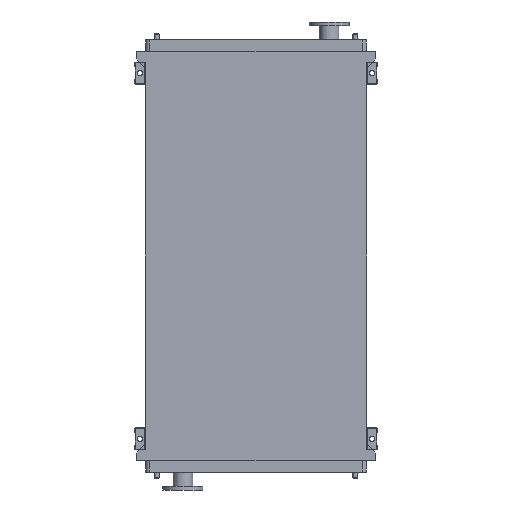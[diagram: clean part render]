
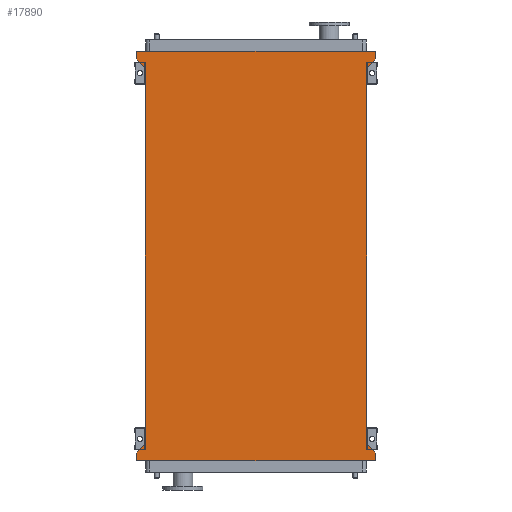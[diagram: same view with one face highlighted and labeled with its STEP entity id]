
A CAD part, front view. The second image highlights one B-rep face of the part: STEP entity #17890.
In plain terms, the highlighted planar face has unit normal (0, -1, 0).
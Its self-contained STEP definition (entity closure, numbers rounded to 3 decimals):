
#27 = EDGE_CURVE ( 'NONE', #254, #14029, #7215, .T. ) ;
#254 = VERTEX_POINT ( 'NONE', #18504 ) ;
#408 = CARTESIAN_POINT ( 'NONE',  ( -651., 0., 53. ) ) ;
#449 = VECTOR ( 'NONE', #13724, 1000. ) ;
#659 = DIRECTION ( 'NONE',  ( -1., 0., 0. ) ) ;
#775 = DIRECTION ( 'NONE',  ( 0., 0., 1. ) ) ;
#954 = VERTEX_POINT ( 'NONE', #10619 ) ;
#1050 = VECTOR ( 'NONE', #15380, 1000. ) ;
#1092 = EDGE_CURVE ( 'NONE', #11156, #7321, #5823, .T. ) ;
#1122 = EDGE_CURVE ( 'NONE', #11156, #12191, #9204, .T. ) ;
#1484 = CARTESIAN_POINT ( 'NONE',  ( -605., 0., 0. ) ) ;
#1528 = CARTESIAN_POINT ( 'NONE',  ( 605., 0., 0. ) ) ;
#1883 = VECTOR ( 'NONE', #2827, 1000. ) ;
#1953 = ORIENTED_EDGE ( 'NONE', *, *, #27, .F. ) ;
#2237 = DIRECTION ( 'NONE',  ( 0.655, 0., -0.755 ) ) ;
#2827 = DIRECTION ( 'NONE',  ( -0.655, 0., -0.755 ) ) ;
#2979 = CARTESIAN_POINT ( 'NONE',  ( 651., 0., -2103. ) ) ;
#3137 = VECTOR ( 'NONE', #11998, 1000. ) ;
#3170 = DIRECTION ( 'NONE',  ( -0.655, 0., 0.755 ) ) ;
#3586 = CARTESIAN_POINT ( 'NONE',  ( -651., 0., -2103. ) ) ;
#3702 = CARTESIAN_POINT ( 'NONE',  ( -651., 0., 95. ) ) ;
#3767 = CARTESIAN_POINT ( 'NONE',  ( -651., 0., 53. ) ) ;
#3833 = VECTOR ( 'NONE', #18443, 1000. ) ;
#4100 = ORIENTED_EDGE ( 'NONE', *, *, #1092, .F. ) ;
#4483 = EDGE_CURVE ( 'NONE', #15159, #16733, #12449, .T. ) ;
#4845 = CARTESIAN_POINT ( 'NONE',  ( -605., 0., -2050. ) ) ;
#5235 = ORIENTED_EDGE ( 'NONE', *, *, #6150, .F. ) ;
#5250 = ORIENTED_EDGE ( 'NONE', *, *, #9870, .F. ) ;
#5443 = CARTESIAN_POINT ( 'NONE',  ( -651., 0., -2145. ) ) ;
#5751 = EDGE_CURVE ( 'NONE', #7321, #254, #15416, .T. ) ;
#5823 = LINE ( 'NONE', #13843, #16936 ) ;
#6150 = EDGE_CURVE ( 'NONE', #9078, #10016, #6566, .T. ) ;
#6212 = VECTOR ( 'NONE', #3170, 1000. ) ;
#6566 = LINE ( 'NONE', #17845, #3137 ) ;
#6574 = CARTESIAN_POINT ( 'NONE',  ( 605., 0., -2050. ) ) ;
#6765 = EDGE_CURVE ( 'NONE', #13947, #954, #16741, .T. ) ;
#6880 = CARTESIAN_POINT ( 'NONE',  ( 651., 0., 53. ) ) ;
#7069 = CARTESIAN_POINT ( 'NONE',  ( -651., 0., -2145. ) ) ;
#7215 = LINE ( 'NONE', #12207, #7664 ) ;
#7296 = PLANE ( 'NONE',  #12250 ) ;
#7321 = VERTEX_POINT ( 'NONE', #2979 ) ;
#7629 = DIRECTION ( 'NONE',  ( 0., 0., 1. ) ) ;
#7664 = VECTOR ( 'NONE', #659, 1000. ) ;
#7899 = ORIENTED_EDGE ( 'NONE', *, *, #14103, .F. ) ;
#8004 = LINE ( 'NONE', #3702, #15275 ) ;
#8141 = CARTESIAN_POINT ( 'NONE',  ( 605., 0., -2050. ) ) ;
#8508 = LINE ( 'NONE', #7069, #15774 ) ;
#8731 = DIRECTION ( 'NONE',  ( 0., 0., -1. ) ) ;
#9078 = VERTEX_POINT ( 'NONE', #10060 ) ;
#9204 = LINE ( 'NONE', #8141, #1050 ) ;
#9513 = EDGE_CURVE ( 'NONE', #10016, #12191, #13441, .T. ) ;
#9870 = EDGE_CURVE ( 'NONE', #954, #9078, #8004, .T. ) ;
#10016 = VERTEX_POINT ( 'NONE', #6880 ) ;
#10048 = CARTESIAN_POINT ( 'NONE',  ( 651., 0., 53. ) ) ;
#10060 = CARTESIAN_POINT ( 'NONE',  ( 651., 0., 95. ) ) ;
#10619 = CARTESIAN_POINT ( 'NONE',  ( -651., 0., 95. ) ) ;
#10908 = CARTESIAN_POINT ( 'NONE',  ( -605., 0., -2050. ) ) ;
#11156 = VERTEX_POINT ( 'NONE', #6574 ) ;
#11620 = VECTOR ( 'NONE', #775, 1000. ) ;
#11659 = ORIENTED_EDGE ( 'NONE', *, *, #15554, .F. ) ;
#11998 = DIRECTION ( 'NONE',  ( 0., 0., -1. ) ) ;
#12191 = VERTEX_POINT ( 'NONE', #1528 ) ;
#12207 = CARTESIAN_POINT ( 'NONE',  ( 651., 0., -2145. ) ) ;
#12250 = AXIS2_PLACEMENT_3D ( 'NONE', #14502, #17418, #8731 ) ;
#12309 = ORIENTED_EDGE ( 'NONE', *, *, #6765, .F. ) ;
#12414 = ORIENTED_EDGE ( 'NONE', *, *, #5751, .F. ) ;
#12449 = LINE ( 'NONE', #3586, #449 ) ;
#13009 = EDGE_LOOP ( 'NONE', ( #18771, #14533, #5235, #5250, #12309, #14774, #11659, #13258, #7899, #1953, #12414, #4100 ) ) ;
#13258 = ORIENTED_EDGE ( 'NONE', *, *, #4483, .F. ) ;
#13441 = LINE ( 'NONE', #10048, #1883 ) ;
#13724 = DIRECTION ( 'NONE',  ( 0.655, 0., 0.755 ) ) ;
#13843 = CARTESIAN_POINT ( 'NONE',  ( 605., 0., -2050. ) ) ;
#13947 = VERTEX_POINT ( 'NONE', #3767 ) ;
#14029 = VERTEX_POINT ( 'NONE', #5443 ) ;
#14083 = FACE_OUTER_BOUND ( 'NONE', #13009, .T. ) ;
#14103 = EDGE_CURVE ( 'NONE', #14029, #15159, #8508, .T. ) ;
#14502 = CARTESIAN_POINT ( 'NONE',  ( -605., 0., -2050. ) ) ;
#14533 = ORIENTED_EDGE ( 'NONE', *, *, #9513, .F. ) ;
#14555 = VERTEX_POINT ( 'NONE', #1484 ) ;
#14771 = CARTESIAN_POINT ( 'NONE',  ( -605., 0., 0. ) ) ;
#14774 = ORIENTED_EDGE ( 'NONE', *, *, #15383, .F. ) ;
#15159 = VERTEX_POINT ( 'NONE', #18631 ) ;
#15275 = VECTOR ( 'NONE', #15315, 1000. ) ;
#15315 = DIRECTION ( 'NONE',  ( 1., 0., 0. ) ) ;
#15380 = DIRECTION ( 'NONE',  ( 0., 0., 1. ) ) ;
#15383 = EDGE_CURVE ( 'NONE', #14555, #13947, #18215, .T. ) ;
#15416 = LINE ( 'NONE', #16999, #3833 ) ;
#15514 = LINE ( 'NONE', #10908, #11620 ) ;
#15554 = EDGE_CURVE ( 'NONE', #16733, #14555, #15514, .T. ) ;
#15774 = VECTOR ( 'NONE', #17190, 1000. ) ;
#16273 = VECTOR ( 'NONE', #7629, 1000. ) ;
#16733 = VERTEX_POINT ( 'NONE', #4845 ) ;
#16741 = LINE ( 'NONE', #408, #16273 ) ;
#16936 = VECTOR ( 'NONE', #2237, 1000. ) ;
#16999 = CARTESIAN_POINT ( 'NONE',  ( 651., 0., -2103. ) ) ;
#17190 = DIRECTION ( 'NONE',  ( 0., 0., 1. ) ) ;
#17418 = DIRECTION ( 'NONE',  ( 0., -1., 0. ) ) ;
#17845 = CARTESIAN_POINT ( 'NONE',  ( 651., 0., 95. ) ) ;
#17890 = ADVANCED_FACE ( 'NONE', ( #14083 ), #7296, .T. ) ;
#18215 = LINE ( 'NONE', #14771, #6212 ) ;
#18443 = DIRECTION ( 'NONE',  ( 0., 0., -1. ) ) ;
#18504 = CARTESIAN_POINT ( 'NONE',  ( 651., 0., -2145. ) ) ;
#18631 = CARTESIAN_POINT ( 'NONE',  ( -651., 0., -2103. ) ) ;
#18771 = ORIENTED_EDGE ( 'NONE', *, *, #1122, .T. ) ;
